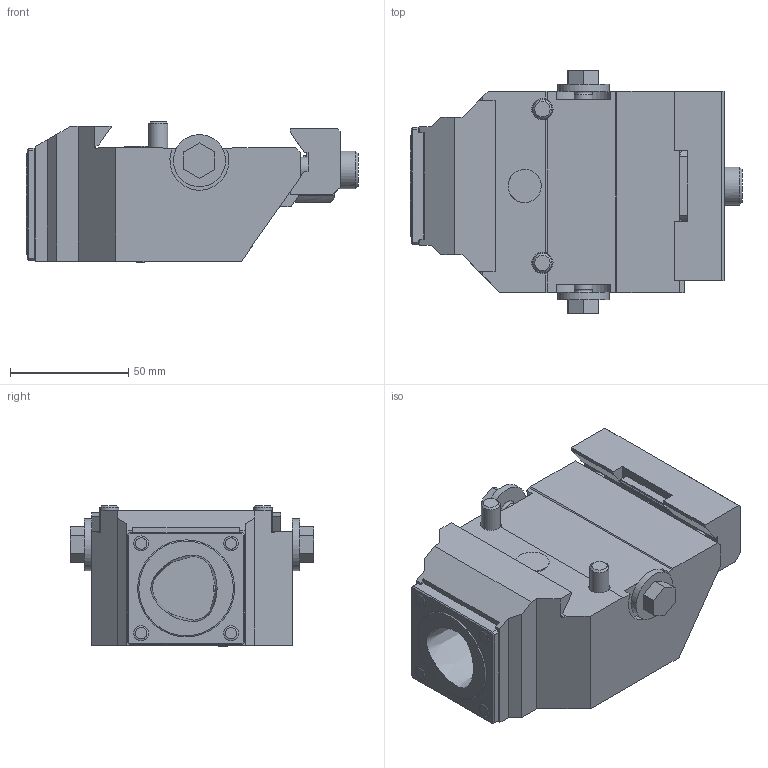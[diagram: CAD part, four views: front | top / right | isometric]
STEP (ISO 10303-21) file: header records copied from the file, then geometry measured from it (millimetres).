
FILE_DESCRIPTION(/* description */ (''),/* implementation_level */ '2;1');
FILE_NAME(/* name */ '1617104458480.stp',/* time_stamp */ '2021-03-30T13:41:04+02:00',/* author */ (''),/* organization */ ('SMS'),/* preprocessor_version */ 'ST-DEVELOPER v16.7',/* originating_system */ 'SIEMENS PLM Software NX 12.0',/* authorisation */ '');
FILE_SCHEMA (('AUTOMOTIVE_DESIGN { 1 0 10303 214 3 1 1 1 }'));
Length unit declared in the file: millimetre
Products named in the file (1): 203455893mod000_00
Bounding box: 140.41 x 103 x 59.54 mm (x, y, z)
Volume: 432862.9 mm3; surface area: 55531.3 mm2
Topology: 1 solids, 1 shells, 220 faces, 615 edges, 410 vertices
Faces by surface type: plane 164, cylinder 36, cone 7, torus 7, sphere 5, bspline 1
Full cylindrical faces by diameter (mm): 2.5 x1, 5.7 x1, 8 x4, 8.5 x1, 9 x2, 10 x3, 11 x2, 14 x1, 16 x1, 22 x2
Entity records: 6912 total; most frequent: CARTESIAN_POINT 1387, ORIENTED_EDGE 1110, DIRECTION 1105, EDGE_CURVE 555, LINE 425, VECTOR 425, VERTEX_POINT 385, AXIS2_PLACEMENT_3D 340
